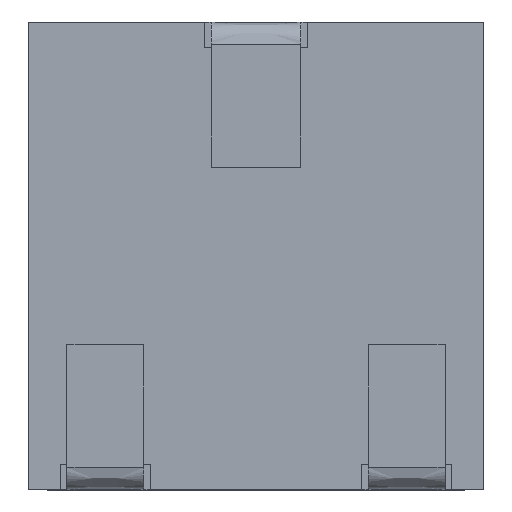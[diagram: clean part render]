
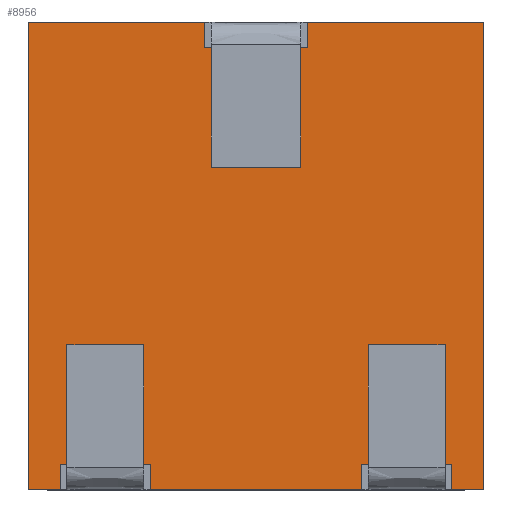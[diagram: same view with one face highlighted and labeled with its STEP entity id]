
A CAD part, front view. The second image highlights one B-rep face of the part: STEP entity #8956.
In plain terms, the highlighted free-form (B-spline) face has degree [1, 1] with [2, 2] control points.
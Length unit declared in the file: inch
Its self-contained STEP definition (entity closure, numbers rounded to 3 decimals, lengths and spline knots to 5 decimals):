
#870=DIRECTION('',(-1.,0.,0.));
#871=VECTOR('',#870,0.055);
#872=CARTESIAN_POINT('',(-0.016,-0.111,0.13402));
#873=LINE('',#872,#871);
#912=DIRECTION('',(-1.,0.,0.));
#913=VECTOR('',#912,0.055);
#914=CARTESIAN_POINT('',(0.071,-0.111,0.13402));
#915=LINE('',#914,#913);
#1180=DIRECTION('',(1.,0.,0.));
#1181=VECTOR('',#1180,0.032);
#1182=CARTESIAN_POINT('',(-0.016,-0.111,0.12602));
#1183=LINE('',#1182,#1181);
#1187=DIRECTION('',(0.,0.,-1.));
#1188=VECTOR('',#1187,0.008);
#1189=CARTESIAN_POINT('',(0.016,-0.111,0.13402));
#1190=LINE('',#1189,#1188);
#1194=DIRECTION('',(0.,0.,-1.));
#1195=VECTOR('',#1194,0.146);
#1196=CARTESIAN_POINT('',(0.071,-0.111,0.13402));
#1197=LINE('',#1196,#1195);
#1201=DIRECTION('',(0.,0.,1.));
#1202=VECTOR('',#1201,0.008);
#1203=CARTESIAN_POINT('',(0.061,-0.111,-0.01198));
#1204=LINE('',#1203,#1202);
#1208=DIRECTION('',(-1.,0.,0.));
#1209=VECTOR('',#1208,0.028);
#1210=CARTESIAN_POINT('',(0.061,-0.111,-0.00398));
#1211=LINE('',#1210,#1209);
#1215=DIRECTION('',(0.,0.,1.));
#1216=VECTOR('',#1215,0.008);
#1217=CARTESIAN_POINT('',(0.033,-0.111,-0.01198));
#1218=LINE('',#1217,#1216);
#1222=DIRECTION('',(0.,0.,1.));
#1223=VECTOR('',#1222,0.008);
#1224=CARTESIAN_POINT('',(-0.033,-0.111,-0.01198));
#1225=LINE('',#1224,#1223);
#1229=DIRECTION('',(-1.,0.,0.));
#1230=VECTOR('',#1229,0.028);
#1231=CARTESIAN_POINT('',(-0.033,-0.111,-0.00398));
#1232=LINE('',#1231,#1230);
#1236=DIRECTION('',(0.,0.,1.));
#1237=VECTOR('',#1236,0.008);
#1238=CARTESIAN_POINT('',(-0.061,-0.111,-0.01198));
#1239=LINE('',#1238,#1237);
#1243=DIRECTION('',(0.,0.,-1.));
#1244=VECTOR('',#1243,0.008);
#1245=CARTESIAN_POINT('',(-0.016,-0.111,0.13402));
#1246=LINE('',#1245,#1244);
#1327=DIRECTION('',(0.,0.,-1.));
#1328=VECTOR('',#1327,0.146);
#1329=CARTESIAN_POINT('',(-0.071,-0.111,0.13402));
#1330=LINE('',#1329,#1328);
#1418=DIRECTION('',(-1.,0.,0.));
#1419=VECTOR('',#1418,0.066);
#1420=CARTESIAN_POINT('',(0.033,-0.111,-0.01198));
#1421=LINE('',#1420,#1419);
#1474=DIRECTION('',(-1.,0.,0.));
#1475=VECTOR('',#1474,0.01);
#1476=CARTESIAN_POINT('',(0.071,-0.111,-0.01198));
#1477=LINE('',#1476,#1475);
#1495=DIRECTION('',(-1.,0.,0.));
#1496=VECTOR('',#1495,0.01);
#1497=CARTESIAN_POINT('',(-0.061,-0.111,-0.01198));
#1498=LINE('',#1497,#1496);
#7290=CARTESIAN_POINT('',(0.071,-0.111,0.13402));
#7291=CARTESIAN_POINT('',(0.071,-0.111,-0.01198));
#7292=VERTEX_POINT('',#7290);
#7293=VERTEX_POINT('',#7291);
#7294=CARTESIAN_POINT('',(-0.071,-0.111,0.13402));
#7295=CARTESIAN_POINT('',(-0.071,-0.111,-0.01198));
#7296=VERTEX_POINT('',#7294);
#7297=VERTEX_POINT('',#7295);
#7430=CARTESIAN_POINT('',(0.033,-0.111,-0.01198));
#7432=VERTEX_POINT('',#7430);
#7434=CARTESIAN_POINT('',(0.061,-0.111,-0.01198));
#7436=VERTEX_POINT('',#7434);
#7438=CARTESIAN_POINT('',(-0.061,-0.111,-0.01198));
#7440=VERTEX_POINT('',#7438);
#7442=CARTESIAN_POINT('',(-0.033,-0.111,-0.01198));
#7444=VERTEX_POINT('',#7442);
#7446=CARTESIAN_POINT('',(0.061,-0.111,-0.00398));
#7447=CARTESIAN_POINT('',(0.033,-0.111,-0.00398));
#7448=VERTEX_POINT('',#7446);
#7449=VERTEX_POINT('',#7447);
#7450=CARTESIAN_POINT('',(-0.033,-0.111,-0.00398));
#7451=CARTESIAN_POINT('',(-0.061,-0.111,-0.00398));
#7452=VERTEX_POINT('',#7450);
#7453=VERTEX_POINT('',#7451);
#7462=CARTESIAN_POINT('',(0.016,-0.111,0.13402));
#7464=VERTEX_POINT('',#7462);
#7466=CARTESIAN_POINT('',(-0.016,-0.111,0.13402));
#7468=VERTEX_POINT('',#7466);
#7470=CARTESIAN_POINT('',(-0.016,-0.111,0.12602));
#7471=CARTESIAN_POINT('',(0.016,-0.111,0.12602));
#7472=VERTEX_POINT('',#7470);
#7473=VERTEX_POINT('',#7471);
#8920=CARTESIAN_POINT('',(0.07384,-0.111,0.13694));
#8921=CARTESIAN_POINT('',(0.07384,-0.111,-0.0149));
#8922=CARTESIAN_POINT('',(-0.07384,-0.111,0.13694));
#8923=CARTESIAN_POINT('',(-0.07384,-0.111,-0.0149));
#8924=B_SPLINE_SURFACE_WITH_KNOTS('',1,1,((#8920,#8921),(#8922,#8923)),
.UNSPECIFIED.,.F.,.F.,.F.,(2,2),(2,2),(-0.00284,0.14484),(-0.00292,0.14892),
.UNSPECIFIED.);
#8926=ORIENTED_EDGE('',*,*,#8925,.T.);
#8927=ORIENTED_EDGE('',*,*,#8912,.F.);
#8928=ORIENTED_EDGE('',*,*,#8635,.F.);
#8930=ORIENTED_EDGE('',*,*,#8929,.T.);
#8932=ORIENTED_EDGE('',*,*,#8931,.T.);
#8934=ORIENTED_EDGE('',*,*,#8933,.T.);
#8936=ORIENTED_EDGE('',*,*,#8935,.T.);
#8938=ORIENTED_EDGE('',*,*,#8937,.F.);
#8940=ORIENTED_EDGE('',*,*,#8939,.T.);
#8942=ORIENTED_EDGE('',*,*,#8941,.T.);
#8944=ORIENTED_EDGE('',*,*,#8943,.T.);
#8946=ORIENTED_EDGE('',*,*,#8945,.F.);
#8948=ORIENTED_EDGE('',*,*,#8947,.T.);
#8950=ORIENTED_EDGE('',*,*,#8949,.F.);
#8951=ORIENTED_EDGE('',*,*,#8626,.F.);
#8953=ORIENTED_EDGE('',*,*,#8952,.T.);
#8954=EDGE_LOOP('',(#8926,#8927,#8928,#8930,#8932,#8934,#8936,#8938,#8940,#8942,
#8944,#8946,#8948,#8950,#8951,#8953));
#8955=FACE_OUTER_BOUND('',#8954,.F.);
#8956=ADVANCED_FACE('',(#8955),#8924,.T.);
#8626=EDGE_CURVE('',#7468,#7296,#873,.T.);
#8635=EDGE_CURVE('',#7292,#7464,#915,.T.);
#8912=EDGE_CURVE('',#7464,#7473,#1190,.T.);
#8925=EDGE_CURVE('',#7472,#7473,#1183,.T.);
#8929=EDGE_CURVE('',#7292,#7293,#1197,.T.);
#8931=EDGE_CURVE('',#7293,#7436,#1477,.T.);
#8933=EDGE_CURVE('',#7436,#7448,#1204,.T.);
#8935=EDGE_CURVE('',#7448,#7449,#1211,.T.);
#8937=EDGE_CURVE('',#7432,#7449,#1218,.T.);
#8939=EDGE_CURVE('',#7432,#7444,#1421,.T.);
#8941=EDGE_CURVE('',#7444,#7452,#1225,.T.);
#8943=EDGE_CURVE('',#7452,#7453,#1232,.T.);
#8945=EDGE_CURVE('',#7440,#7453,#1239,.T.);
#8947=EDGE_CURVE('',#7440,#7297,#1498,.T.);
#8949=EDGE_CURVE('',#7296,#7297,#1330,.T.);
#8952=EDGE_CURVE('',#7468,#7472,#1246,.T.);
